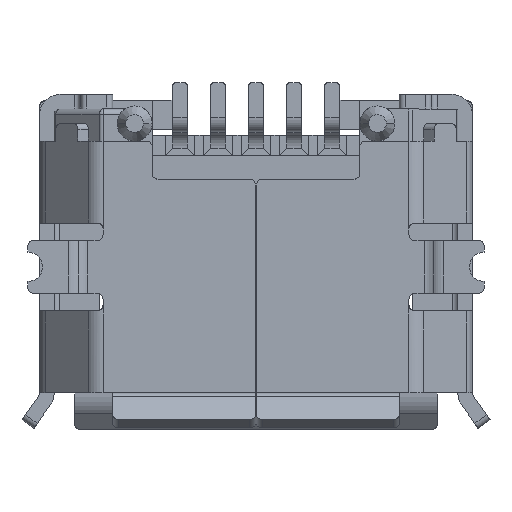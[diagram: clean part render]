
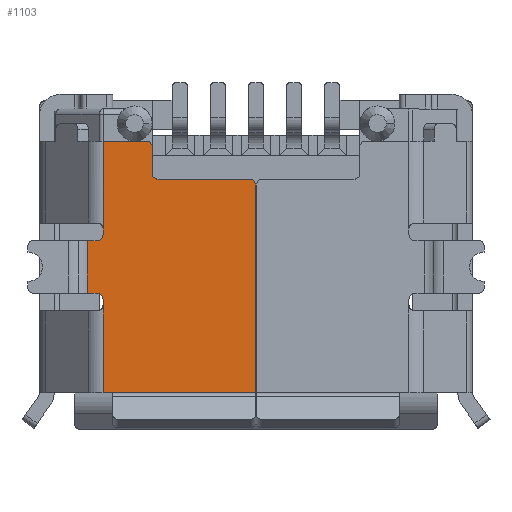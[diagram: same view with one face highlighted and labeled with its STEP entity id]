
A CAD part, top view. The second image highlights one B-rep face of the part: STEP entity #1103.
In plain terms, the highlighted planar face has unit normal (0, 0, 1).
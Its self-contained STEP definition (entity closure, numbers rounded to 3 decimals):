
#1103=ADVANCED_FACE('',(#2394),#2395,.T.);
#2394=FACE_OUTER_BOUND('',#3909,.T.);
#2395=PLANE('',#3910);
#3909=EDGE_LOOP('',(#7152,#7153,#7154,#7155,#7156,#7157,#7158,#7159,#7160,#7161,#7162,#7163,#7164,#7165,#7166,#7167,#7168,#7169));
#3910=AXIS2_PLACEMENT_3D('',#7170,#7171,#7172);
#7152=ORIENTED_EDGE('',*,*,#9439,.T.);
#7153=ORIENTED_EDGE('',*,*,#10316,.T.);
#7154=ORIENTED_EDGE('',*,*,#9447,.T.);
#7155=ORIENTED_EDGE('',*,*,#9912,.F.);
#7156=ORIENTED_EDGE('',*,*,#9893,.T.);
#7157=ORIENTED_EDGE('',*,*,#9909,.T.);
#7158=ORIENTED_EDGE('',*,*,#10253,.T.);
#7159=ORIENTED_EDGE('',*,*,#10194,.T.);
#7160=ORIENTED_EDGE('',*,*,#10191,.T.);
#7161=ORIENTED_EDGE('',*,*,#10201,.F.);
#7162=ORIENTED_EDGE('',*,*,#10198,.F.);
#7163=ORIENTED_EDGE('',*,*,#10317,.F.);
#7164=ORIENTED_EDGE('',*,*,#9789,.T.);
#7165=ORIENTED_EDGE('',*,*,#10239,.T.);
#7166=ORIENTED_EDGE('',*,*,#9797,.T.);
#7167=ORIENTED_EDGE('',*,*,#9997,.T.);
#7168=ORIENTED_EDGE('',*,*,#9792,.T.);
#7169=ORIENTED_EDGE('',*,*,#10318,.T.);
#7170=CARTESIAN_POINT('',(-2.614,2.15,1.175));
#7171=DIRECTION('',(0.,0.,1.0));
#7172=DIRECTION('',(1.0,0.,0.0));
#9439=EDGE_CURVE('',#11404,#11402,#11405,.F.);
#9447=EDGE_CURVE('',#11416,#11417,#11418,.F.);
#9789=EDGE_CURVE('',#12028,#12026,#12029,.T.);
#9792=EDGE_CURVE('',#12032,#12033,#12034,.T.);
#9797=EDGE_CURVE('',#12041,#12042,#12043,.F.);
#9893=EDGE_CURVE('',#12160,#12158,#12161,.T.);
#9909=EDGE_CURVE('',#12158,#12182,#12184,.T.);
#9912=EDGE_CURVE('',#12160,#11417,#12187,.T.);
#9997=EDGE_CURVE('',#12042,#12032,#12298,.T.);
#10191=EDGE_CURVE('',#11436,#12527,#12529,.T.);
#10194=EDGE_CURVE('',#12533,#11436,#12534,.F.);
#10198=EDGE_CURVE('',#12537,#12501,#12539,.F.);
#10201=EDGE_CURVE('',#12501,#12527,#12542,.F.);
#10239=EDGE_CURVE('',#12026,#12041,#12595,.T.);
#10253=EDGE_CURVE('',#12182,#12533,#12611,.F.);
#10316=EDGE_CURVE('',#11402,#11416,#12687,.F.);
#10317=EDGE_CURVE('',#12028,#12537,#12688,.F.);
#10318=EDGE_CURVE('',#12033,#11404,#12689,.F.);
#11402=VERTEX_POINT('',#14283);
#11404=VERTEX_POINT('',#14300);
#11405=LINE('',#14301,#14302);
#11416=VERTEX_POINT('',#14330);
#11417=VERTEX_POINT('',#14331);
#11418=CIRCLE('',#14332,0.1);
#11436=VERTEX_POINT('',#14354);
#12026=VERTEX_POINT('',#15149);
#12028=VERTEX_POINT('',#15152);
#12029=CIRCLE('',#15153,0.1);
#12032=VERTEX_POINT('',#15157);
#12033=VERTEX_POINT('',#15158);
#12034=CIRCLE('',#15159,0.1);
#12041=VERTEX_POINT('',#15168);
#12042=VERTEX_POINT('',#15169);
#12043=CIRCLE('',#15170,0.1);
#12158=VERTEX_POINT('',#15340);
#12160=VERTEX_POINT('',#15342);
#12161=LINE('',#15343,#15344);
#12182=VERTEX_POINT('',#15372);
#12184=LINE('',#15375,#15376);
#12187=LINE('',#15380,#15381);
#12298=LINE('',#15528,#15529);
#12501=VERTEX_POINT('',#15829);
#12527=VERTEX_POINT('',#15863);
#12529=LINE('',#15865,#15866);
#12533=VERTEX_POINT('',#15871);
#12534=LINE('',#15872,#15873);
#12537=VERTEX_POINT('',#15877);
#12539=LINE('',#15879,#15880);
#12542=LINE('',#15884,#15885);
#12595=LINE('',#15953,#15954);
#12611=CIRCLE('',#15973,0.1);
#12687=LINE('',#16070,#16071);
#12688=LINE('',#16072,#16073);
#12689=LINE('',#16074,#16075);
#14283=CARTESIAN_POINT('',(-2.614,0.65,1.175));
#14300=CARTESIAN_POINT('',(-2.614,2.15,1.175));
#14301=CARTESIAN_POINT('',(-2.614,2.15,1.175));
#14302=VECTOR('',#17902,1000.0);
#14330=CARTESIAN_POINT('',(-2.614,0.55,1.175));
#14331=CARTESIAN_POINT('',(-2.714,0.45,1.175));
#14332=AXIS2_PLACEMENT_3D('',#17911,#17912,#17913);
#14354=CARTESIAN_POINT('',(-2.614,-0.65,1.175));
#15149=CARTESIAN_POINT('',(-0.105,1.5,1.175));
#15152=CARTESIAN_POINT('',(-0.005,1.4,1.175));
#15153=AXIS2_PLACEMENT_3D('',#18451,#18452,#18453);
#15157=CARTESIAN_POINT('',(-1.775,2.05,1.175));
#15158=CARTESIAN_POINT('',(-1.875,2.15,1.175));
#15159=AXIS2_PLACEMENT_3D('',#18455,#18456,#18457);
#15168=CARTESIAN_POINT('',(-1.675,1.5,1.175));
#15169=CARTESIAN_POINT('',(-1.775,1.6,1.175));
#15170=AXIS2_PLACEMENT_3D('',#18463,#18464,#18465);
#15340=CARTESIAN_POINT('',(-2.881,-0.45,1.175));
#15342=CARTESIAN_POINT('',(-2.881,0.45,1.175));
#15343=CARTESIAN_POINT('',(-2.881,0.45,1.175));
#15344=VECTOR('',#18560,1000.0);
#15372=CARTESIAN_POINT('',(-2.714,-0.45,1.175));
#15375=CARTESIAN_POINT('',(-2.881,-0.45,1.175));
#15376=VECTOR('',#18581,1000.0);
#15380=CARTESIAN_POINT('',(-2.881,0.45,1.175));
#15381=VECTOR('',#18583,1000.0);
#15528=CARTESIAN_POINT('',(-1.775,2.15,1.175));
#15529=VECTOR('',#18662,1000.0);
#15829=CARTESIAN_POINT('',(-2.45,-2.15,1.175));
#15863=CARTESIAN_POINT('',(-2.614,-2.15,1.175));
#15865=CARTESIAN_POINT('',(-2.614,-0.75,1.175));
#15866=VECTOR('',#18831,1000.0);
#15871=CARTESIAN_POINT('',(-2.614,-0.55,1.175));
#15872=CARTESIAN_POINT('',(-2.614,2.15,1.175));
#15873=VECTOR('',#18833,1000.0);
#15877=CARTESIAN_POINT('',(-0.005,-2.15,1.175));
#15879=CARTESIAN_POINT('',(-2.614,-2.15,1.175));
#15880=VECTOR('',#18838,1000.0);
#15884=CARTESIAN_POINT('',(-2.614,-2.15,1.175));
#15885=VECTOR('',#18840,1000.0);
#15953=CARTESIAN_POINT('',(-2.614,1.5,1.175));
#15954=VECTOR('',#18886,1000.0);
#15973=AXIS2_PLACEMENT_3D('',#18902,#18903,#18904);
#16070=CARTESIAN_POINT('',(-2.614,2.15,1.175));
#16071=VECTOR('',#18947,1000.0);
#16072=CARTESIAN_POINT('',(-0.005,2.15,1.175));
#16073=VECTOR('',#18948,1000.0);
#16074=CARTESIAN_POINT('',(-2.614,2.15,1.175));
#16075=VECTOR('',#18949,1000.0);
#17902=DIRECTION('',(0.0,1.0,0.0));
#17911=CARTESIAN_POINT('',(-2.714,0.55,1.175));
#17912=DIRECTION('',(0.,0.0,1.0));
#17913=DIRECTION('',(1.0,0.0,0.));
#18451=CARTESIAN_POINT('',(-0.105,1.4,1.175));
#18452=DIRECTION('',(0.,0.0,1.0));
#18453=DIRECTION('',(1.0,0.0,0.));
#18455=CARTESIAN_POINT('',(-1.875,2.05,1.175));
#18456=DIRECTION('',(0.,0.0,1.0));
#18457=DIRECTION('',(1.0,0.0,0.));
#18463=CARTESIAN_POINT('',(-1.675,1.6,1.175));
#18464=DIRECTION('',(0.,0.0,1.0));
#18465=DIRECTION('',(1.0,0.0,0.));
#18560=DIRECTION('',(0.0,-1.0,0.0));
#18581=DIRECTION('',(1.0,0.0,0.));
#18583=DIRECTION('',(1.0,0.0,0.));
#18662=DIRECTION('',(0.0,1.0,0.0));
#18831=DIRECTION('',(0.,-1.0,0.));
#18833=DIRECTION('',(0.0,1.0,0.0));
#18838=DIRECTION('',(1.0,0.0,0.));
#18840=DIRECTION('',(1.0,0.0,0.));
#18886=DIRECTION('',(-1.0,0.,0.));
#18902=CARTESIAN_POINT('',(-2.714,-0.55,1.175));
#18903=DIRECTION('',(0.,0.0,1.0));
#18904=DIRECTION('',(1.0,0.0,0.));
#18947=DIRECTION('',(0.0,1.0,0.0));
#18948=DIRECTION('',(0.0,1.0,0.0));
#18949=DIRECTION('',(1.0,0.0,0.));
